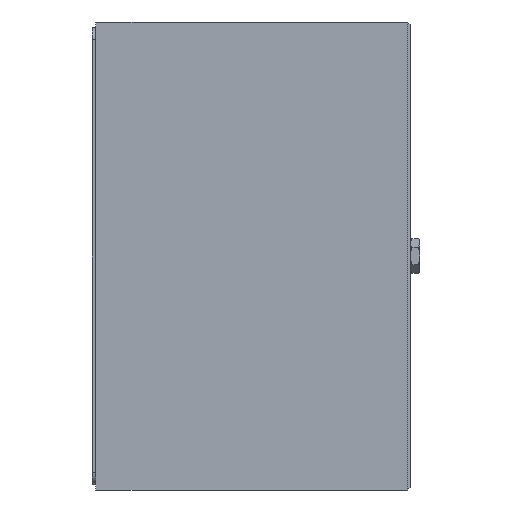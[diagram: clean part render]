
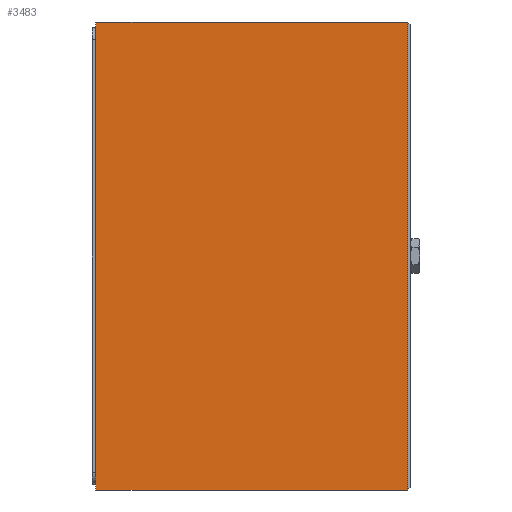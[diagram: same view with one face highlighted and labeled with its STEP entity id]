
A CAD part, left-side view. The second image highlights one B-rep face of the part: STEP entity #3483.
In plain terms, the highlighted planar face has unit normal (-1, 0, 0).
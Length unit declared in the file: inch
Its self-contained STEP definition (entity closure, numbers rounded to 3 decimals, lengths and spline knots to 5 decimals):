
#169 = CARTESIAN_POINT ( 'NONE',  ( -4.92126, 3.30709, -2.46063 ) ) ;
#366 = VECTOR ( 'NONE', #4064, 39.37008 ) ;
#438 = CARTESIAN_POINT ( 'NONE',  ( -4.92126, 0.03, 2.46063 ) ) ;
#604 = CARTESIAN_POINT ( 'NONE',  ( -4.92126, 3.30709, 2.46063 ) ) ;
#753 = VECTOR ( 'NONE', #4157, 39.37008 ) ;
#1002 = PLANE ( 'NONE',  #4641 ) ;
#1005 = DIRECTION ( 'NONE',  ( 0., -1., 0. ) ) ;
#1160 = LINE ( 'NONE', #438, #366 ) ;
#1162 = CARTESIAN_POINT ( 'NONE',  ( -4.92126, 3.30709, -2.46063 ) ) ;
#1256 = VERTEX_POINT ( 'NONE', #3224 ) ;
#1543 = EDGE_LOOP ( 'NONE', ( #4632, #2252, #4918, #1684 ) ) ;
#1602 = EDGE_CURVE ( 'NONE', #5138, #4729, #5194, .T. ) ;
#1675 = LINE ( 'NONE', #169, #753 ) ;
#1684 = ORIENTED_EDGE ( 'NONE', *, *, #1602, .F. ) ;
#1826 = EDGE_CURVE ( 'NONE', #5138, #1256, #1675, .T. ) ;
#1924 = VECTOR ( 'NONE', #1005, 39.37008 ) ;
#2252 = ORIENTED_EDGE ( 'NONE', *, *, #4498, .T. ) ;
#2260 = LINE ( 'NONE', #604, #1924 ) ;
#2322 = CARTESIAN_POINT ( 'NONE',  ( -4.92126, 3.30709, 2.46063 ) ) ;
#2455 = CARTESIAN_POINT ( 'NONE',  ( -4.92126, 0.03, 2.46063 ) ) ;
#2718 = EDGE_CURVE ( 'NONE', #4729, #4963, #2260, .T. ) ;
#2794 = CARTESIAN_POINT ( 'NONE',  ( -4.92126, 3.30709, 2.46063 ) ) ;
#2847 = VECTOR ( 'NONE', #3621, 39.37008 ) ;
#3151 = CARTESIAN_POINT ( 'NONE',  ( -4.92126, 3.30709, 2.46063 ) ) ;
#3224 = CARTESIAN_POINT ( 'NONE',  ( -4.92126, 0.03, -2.46063 ) ) ;
#3483 = ADVANCED_FACE ( 'NONE', ( #3516 ), #1002, .F. ) ;
#3516 = FACE_OUTER_BOUND ( 'NONE', #1543, .T. ) ;
#3621 = DIRECTION ( 'NONE',  ( 0., 0., 1. ) ) ;
#4064 = DIRECTION ( 'NONE',  ( 0., 0., 1. ) ) ;
#4157 = DIRECTION ( 'NONE',  ( 0., -1., 0. ) ) ;
#4498 = EDGE_CURVE ( 'NONE', #1256, #4963, #1160, .T. ) ;
#4632 = ORIENTED_EDGE ( 'NONE', *, *, #1826, .T. ) ;
#4641 = AXIS2_PLACEMENT_3D ( 'NONE', #2322, #4959, #4988 ) ;
#4729 = VERTEX_POINT ( 'NONE', #2794 ) ;
#4918 = ORIENTED_EDGE ( 'NONE', *, *, #2718, .F. ) ;
#4959 = DIRECTION ( 'NONE',  ( 1., 0., 0. ) ) ;
#4963 = VERTEX_POINT ( 'NONE', #2455 ) ;
#4988 = DIRECTION ( 'NONE',  ( 0., 0., -1. ) ) ;
#5138 = VERTEX_POINT ( 'NONE', #1162 ) ;
#5194 = LINE ( 'NONE', #3151, #2847 ) ;
